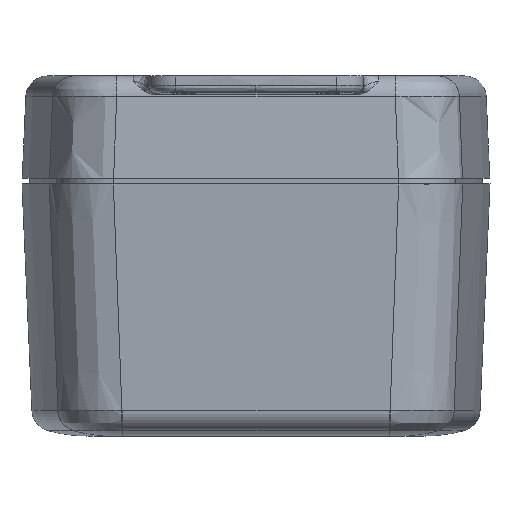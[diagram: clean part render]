
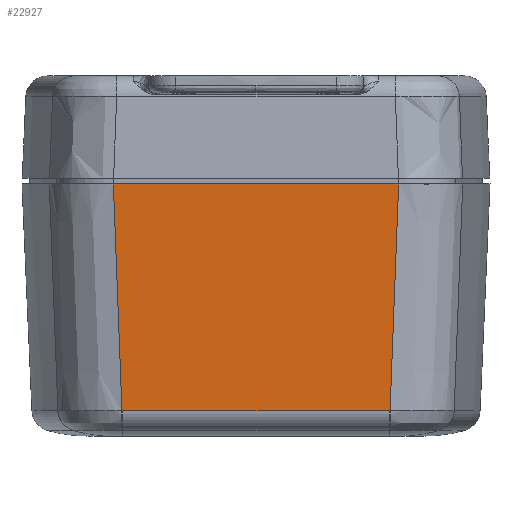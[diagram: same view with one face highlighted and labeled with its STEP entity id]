
A CAD part, left-side view. The second image highlights one B-rep face of the part: STEP entity #22927.
In plain terms, the highlighted face is planar.
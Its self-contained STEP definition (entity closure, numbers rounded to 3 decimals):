
#257 = ORIENTED_EDGE ( 'NONE', *, *, #37949, .T. ) ;
#2200 = CARTESIAN_POINT ( 'NONE',  ( 60., -19.809, -35. ) ) ;
#2584 = CARTESIAN_POINT ( 'NONE',  ( 58.626, 18.619, -3.52 ) ) ;
#2904 = CARTESIAN_POINT ( 'NONE',  ( 58.626, 18.619, -3.52 ) ) ;
#3969 = CARTESIAN_POINT ( 'NONE',  ( 58.626, 18.485, -3.519 ) ) ;
#5447 = VECTOR ( 'NONE', #26630, 1000. ) ;
#5562 = CARTESIAN_POINT ( 'NONE',  ( 58.626, 18.485, -3.519 ) ) ;
#6022 = CARTESIAN_POINT ( 'NONE',  ( 59.749, 19.592, -29.262 ) ) ;
#7264 = VERTEX_POINT ( 'NONE', #32832 ) ;
#7674 = CARTESIAN_POINT ( 'NONE',  ( 58.626, -18.53, -3.519 ) ) ;
#9048 = LINE ( 'NONE', #10328, #33262 ) ;
#9444 = VERTEX_POINT ( 'NONE', #3969 ) ;
#10328 = CARTESIAN_POINT ( 'NONE',  ( 60., 27.5, -35. ) ) ;
#11301 = ORIENTED_EDGE ( 'NONE', *, *, #29765, .T. ) ;
#11364 = B_SPLINE_CURVE_WITH_KNOTS ( 'NONE', 3,
 ( #2584, #38118, #26452, #5562 ),
 .UNSPECIFIED., .F., .F.,
 ( 4, 4 ),
 ( 0., 0. ),
 .UNSPECIFIED. ) ;
#13300 = ORIENTED_EDGE ( 'NONE', *, *, #25853, .T. ) ;
#13776 = CARTESIAN_POINT ( 'NONE',  ( 58.626, -18.619, -3.52 ) ) ;
#14749 = CARTESIAN_POINT ( 'NONE',  ( 58.833, 18.799, -8.275 ) ) ;
#15000 = CARTESIAN_POINT ( 'NONE',  ( 59.248, 19.159, -17.785 ) ) ;
#15353 = B_SPLINE_CURVE_WITH_KNOTS ( 'NONE', 3,
 ( #32791, #6022, #29544, #15000, #27048, #14749, #33038 ),
 .UNSPECIFIED., .F., .F.,
 ( 4, 3, 4 ),
 ( 0., 0.017, 0.032 ),
 .UNSPECIFIED. ) ;
#15936 = CARTESIAN_POINT ( 'NONE',  ( 60., 27.5, -35. ) ) ;
#16909 = CARTESIAN_POINT ( 'NONE',  ( 58.626, -18.574, -3.519 ) ) ;
#17292 = CARTESIAN_POINT ( 'NONE',  ( 59.248, -19.159, -17.785 ) ) ;
#18105 = VERTEX_POINT ( 'NONE', #33869 ) ;
#20298 = LINE ( 'NONE', #20412, #5447 ) ;
#20412 = CARTESIAN_POINT ( 'NONE',  ( 58.626, 27.5, -3.519 ) ) ;
#22393 = PLANE ( 'NONE',  #27548 ) ;
#22927 = ADVANCED_FACE ( 'NONE', ( #30628 ), #22393, .T. ) ;
#23112 = CARTESIAN_POINT ( 'NONE',  ( 59.041, -18.979, -13.03 ) ) ;
#23317 = ORIENTED_EDGE ( 'NONE', *, *, #38343, .T. ) ;
#23410 = CARTESIAN_POINT ( 'NONE',  ( 58.626, -18.619, -3.52 ) ) ;
#25006 = DIRECTION ( 'NONE',  ( 0.999, 0., 0.044 ) ) ;
#25555 = EDGE_CURVE ( 'NONE', #9444, #37196, #20298, .T. ) ;
#25853 = EDGE_CURVE ( 'NONE', #32334, #18105, #28143, .T. ) ;
#26452 = CARTESIAN_POINT ( 'NONE',  ( 58.626, 18.53, -3.519 ) ) ;
#26630 = DIRECTION ( 'NONE',  ( 0., -1., 0. ) ) ;
#27048 = CARTESIAN_POINT ( 'NONE',  ( 59.041, 18.979, -13.03 ) ) ;
#27260 = B_SPLINE_CURVE_WITH_KNOTS ( 'NONE', 3,
 ( #28416, #7674, #16909, #34567 ),
 .UNSPECIFIED., .F., .F.,
 ( 4, 4 ),
 ( 0., 0. ),
 .UNSPECIFIED. ) ;
#27509 = VERTEX_POINT ( 'NONE', #2904 ) ;
#27548 = AXIS2_PLACEMENT_3D ( 'NONE', #15936, #25006, #37189 ) ;
#28143 = B_SPLINE_CURVE_WITH_KNOTS ( 'NONE', 3,
 ( #13776, #37500, #23112, #17292, #28934, #32062, #2200 ),
 .UNSPECIFIED., .F., .F.,
 ( 4, 3, 4 ),
 ( 0.004, 0.018, 0.035 ),
 .UNSPECIFIED. ) ;
#28416 = CARTESIAN_POINT ( 'NONE',  ( 58.626, -18.485, -3.519 ) ) ;
#28934 = CARTESIAN_POINT ( 'NONE',  ( 59.499, -19.376, -23.523 ) ) ;
#29544 = CARTESIAN_POINT ( 'NONE',  ( 59.499, 19.376, -23.523 ) ) ;
#29765 = EDGE_CURVE ( 'NONE', #27509, #9444, #11364, .T. ) ;
#30628 = FACE_OUTER_BOUND ( 'NONE', #31204, .T. ) ;
#30749 = CARTESIAN_POINT ( 'NONE',  ( 58.626, -18.485, -3.519 ) ) ;
#31204 = EDGE_LOOP ( 'NONE', ( #33795, #23317, #13300, #257, #36584, #11301 ) ) ;
#32062 = CARTESIAN_POINT ( 'NONE',  ( 59.749, -19.592, -29.262 ) ) ;
#32334 = VERTEX_POINT ( 'NONE', #23410 ) ;
#32791 = CARTESIAN_POINT ( 'NONE',  ( 60., 19.809, -35. ) ) ;
#32832 = CARTESIAN_POINT ( 'NONE',  ( 60., 19.809, -35. ) ) ;
#33038 = CARTESIAN_POINT ( 'NONE',  ( 58.626, 18.619, -3.52 ) ) ;
#33262 = VECTOR ( 'NONE', #37064, 1000. ) ;
#33795 = ORIENTED_EDGE ( 'NONE', *, *, #25555, .T. ) ;
#33869 = CARTESIAN_POINT ( 'NONE',  ( 60., -19.809, -35. ) ) ;
#34179 = EDGE_CURVE ( 'NONE', #7264, #27509, #15353, .T. ) ;
#34567 = CARTESIAN_POINT ( 'NONE',  ( 58.626, -18.619, -3.52 ) ) ;
#36584 = ORIENTED_EDGE ( 'NONE', *, *, #34179, .T. ) ;
#37064 = DIRECTION ( 'NONE',  ( 0., 1., 0. ) ) ;
#37189 = DIRECTION ( 'NONE',  ( 0.044, 0., -0.999 ) ) ;
#37196 = VERTEX_POINT ( 'NONE', #30749 ) ;
#37500 = CARTESIAN_POINT ( 'NONE',  ( 58.833, -18.799, -8.275 ) ) ;
#37949 = EDGE_CURVE ( 'NONE', #18105, #7264, #9048, .T. ) ;
#38118 = CARTESIAN_POINT ( 'NONE',  ( 58.626, 18.574, -3.519 ) ) ;
#38343 = EDGE_CURVE ( 'NONE', #37196, #32334, #27260, .T. ) ;
